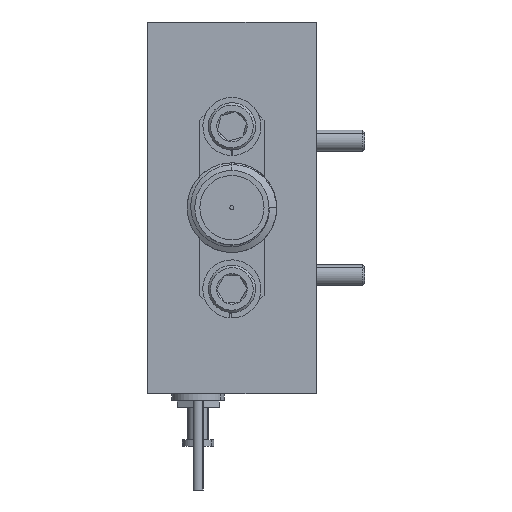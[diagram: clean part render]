
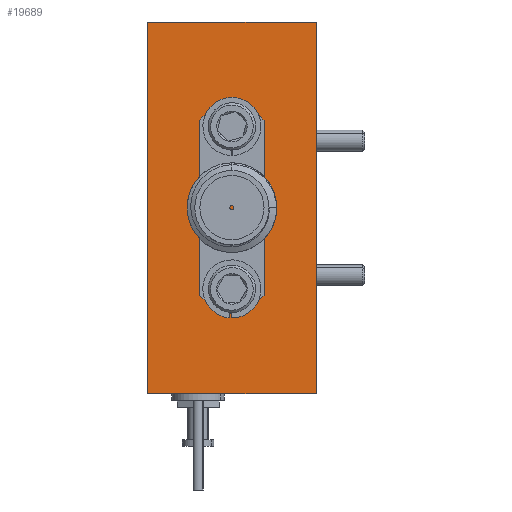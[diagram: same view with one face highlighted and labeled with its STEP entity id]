
A CAD part, left-side view. The second image highlights one B-rep face of the part: STEP entity #19689.
In plain terms, the highlighted planar face has unit normal (-1, 0, 0).
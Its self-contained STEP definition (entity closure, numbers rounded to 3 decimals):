
#420 = DIRECTION ( 'NONE',  ( 0., 0., -1. ) ) ;
#632 = DIRECTION ( 'NONE',  ( 0., 0., 1. ) ) ;
#836 = CIRCLE ( 'NONE', #10407, 0.889 ) ;
#1321 = DIRECTION ( 'NONE',  ( -1., 0., 0. ) ) ;
#1623 = CARTESIAN_POINT ( 'NONE',  ( -22.86, 6.35, 5.207 ) ) ;
#2168 = FACE_OUTER_BOUND ( 'NONE', #7008, .T. ) ;
#2727 = EDGE_CURVE ( 'NONE', #13036, #31820, #10067, .T. ) ;
#2919 = FACE_BOUND ( 'NONE', #9384, .T. ) ;
#3250 = DIRECTION ( 'NONE',  ( -1., 0., 0. ) ) ;
#3560 = VECTOR ( 'NONE', #10179, 1000. ) ;
#4249 = EDGE_CURVE ( 'NONE', #23964, #9057, #6585, .T. ) ;
#4582 = VERTEX_POINT ( 'NONE', #20986 ) ;
#6019 = DIRECTION ( 'NONE',  ( 0., 0., 1. ) ) ;
#6585 = LINE ( 'NONE', #12859, #3560 ) ;
#6820 = VERTEX_POINT ( 'NONE', #16671 ) ;
#6874 = VECTOR ( 'NONE', #632, 1000. ) ;
#7008 = EDGE_LOOP ( 'NONE', ( #18659, #14103, #28495, #13762 ) ) ;
#7608 = DIRECTION ( 'NONE',  ( 0., 0., 1. ) ) ;
#7921 = CARTESIAN_POINT ( 'NONE',  ( -22.86, 6.35, -6.985 ) ) ;
#7933 = EDGE_LOOP ( 'NONE', ( #16298, #10551 ) ) ;
#7978 = EDGE_CURVE ( 'NONE', #4582, #23964, #17497, .T. ) ;
#8592 = VERTEX_POINT ( 'NONE', #1623 ) ;
#8662 = FACE_BOUND ( 'NONE', #7933, .T. ) ;
#9057 = VERTEX_POINT ( 'NONE', #26019 ) ;
#9262 = AXIS2_PLACEMENT_3D ( 'NONE', #15502, #30065, #420 ) ;
#9363 = AXIS2_PLACEMENT_3D ( 'NONE', #20452, #30271, #15268 ) ;
#9384 = EDGE_LOOP ( 'NONE', ( #31353, #23222 ) ) ;
#10067 = CIRCLE ( 'NONE', #9363, 0.889 ) ;
#10179 = DIRECTION ( 'NONE',  ( 0., 0., 1. ) ) ;
#10250 = CARTESIAN_POINT ( 'NONE',  ( -22.86, 12.7, 13.97 ) ) ;
#10407 = AXIS2_PLACEMENT_3D ( 'NONE', #11388, #1321, #6019 ) ;
#10551 = ORIENTED_EDGE ( 'NONE', *, *, #17630, .F. ) ;
#11221 = EDGE_CURVE ( 'NONE', #31820, #13036, #21359, .T. ) ;
#11388 = CARTESIAN_POINT ( 'NONE',  ( -22.86, 6.35, 6.096 ) ) ;
#12859 = CARTESIAN_POINT ( 'NONE',  ( -22.86, 0., 13.97 ) ) ;
#13036 = VERTEX_POINT ( 'NONE', #7921 ) ;
#13445 = LINE ( 'NONE', #17650, #6874 ) ;
#13762 = ORIENTED_EDGE ( 'NONE', *, *, #7978, .T. ) ;
#14103 = ORIENTED_EDGE ( 'NONE', *, *, #27462, .F. ) ;
#15241 = DIRECTION ( 'NONE',  ( 0., -1., 0. ) ) ;
#15268 = DIRECTION ( 'NONE',  ( 0., 0., 1. ) ) ;
#15502 = CARTESIAN_POINT ( 'NONE',  ( -22.86, 12.7, 13.97 ) ) ;
#16298 = ORIENTED_EDGE ( 'NONE', *, *, #24565, .F. ) ;
#16664 = VERTEX_POINT ( 'NONE', #29232 ) ;
#16671 = CARTESIAN_POINT ( 'NONE',  ( -22.86, 12.7, 13.97 ) ) ;
#17497 = LINE ( 'NONE', #30888, #22557 ) ;
#17630 = EDGE_CURVE ( 'NONE', #8592, #16664, #30030, .T. ) ;
#17650 = CARTESIAN_POINT ( 'NONE',  ( -22.86, 12.7, 13.97 ) ) ;
#17761 = PLANE ( 'NONE',  #9262 ) ;
#18659 = ORIENTED_EDGE ( 'NONE', *, *, #4249, .T. ) ;
#19689 = ADVANCED_FACE ( 'NONE', ( #2919, #8662, #2168 ), #17761, .F. ) ;
#20452 = CARTESIAN_POINT ( 'NONE',  ( -22.86, 6.35, -6.096 ) ) ;
#20986 = CARTESIAN_POINT ( 'NONE',  ( -22.86, 12.7, -13.97 ) ) ;
#21359 = CIRCLE ( 'NONE', #26335, 0.889 ) ;
#22557 = VECTOR ( 'NONE', #28626, 1000. ) ;
#22775 = CARTESIAN_POINT ( 'NONE',  ( -22.86, 6.35, 6.096 ) ) ;
#23222 = ORIENTED_EDGE ( 'NONE', *, *, #2727, .F. ) ;
#23831 = LINE ( 'NONE', #10250, #29970 ) ;
#23964 = VERTEX_POINT ( 'NONE', #26135 ) ;
#24565 = EDGE_CURVE ( 'NONE', #16664, #8592, #836, .T. ) ;
#24846 = DIRECTION ( 'NONE',  ( -1., 0., 0. ) ) ;
#26019 = CARTESIAN_POINT ( 'NONE',  ( -22.86, 0., 13.97 ) ) ;
#26135 = CARTESIAN_POINT ( 'NONE',  ( -22.86, 0., -13.97 ) ) ;
#26335 = AXIS2_PLACEMENT_3D ( 'NONE', #30756, #3250, #28300 ) ;
#26444 = AXIS2_PLACEMENT_3D ( 'NONE', #22775, #24846, #7608 ) ;
#26925 = EDGE_CURVE ( 'NONE', #4582, #6820, #13445, .T. ) ;
#27462 = EDGE_CURVE ( 'NONE', #6820, #9057, #23831, .T. ) ;
#28300 = DIRECTION ( 'NONE',  ( 0., 0., 1. ) ) ;
#28495 = ORIENTED_EDGE ( 'NONE', *, *, #26925, .F. ) ;
#28626 = DIRECTION ( 'NONE',  ( 0., -1., 0. ) ) ;
#29232 = CARTESIAN_POINT ( 'NONE',  ( -22.86, 6.35, 6.985 ) ) ;
#29970 = VECTOR ( 'NONE', #15241, 1000. ) ;
#30030 = CIRCLE ( 'NONE', #26444, 0.889 ) ;
#30065 = DIRECTION ( 'NONE',  ( 1., 0., 0. ) ) ;
#30271 = DIRECTION ( 'NONE',  ( -1., 0., 0. ) ) ;
#30756 = CARTESIAN_POINT ( 'NONE',  ( -22.86, 6.35, -6.096 ) ) ;
#30888 = CARTESIAN_POINT ( 'NONE',  ( -22.86, 12.7, -13.97 ) ) ;
#31309 = CARTESIAN_POINT ( 'NONE',  ( -22.86, 6.35, -5.207 ) ) ;
#31353 = ORIENTED_EDGE ( 'NONE', *, *, #11221, .F. ) ;
#31820 = VERTEX_POINT ( 'NONE', #31309 ) ;
